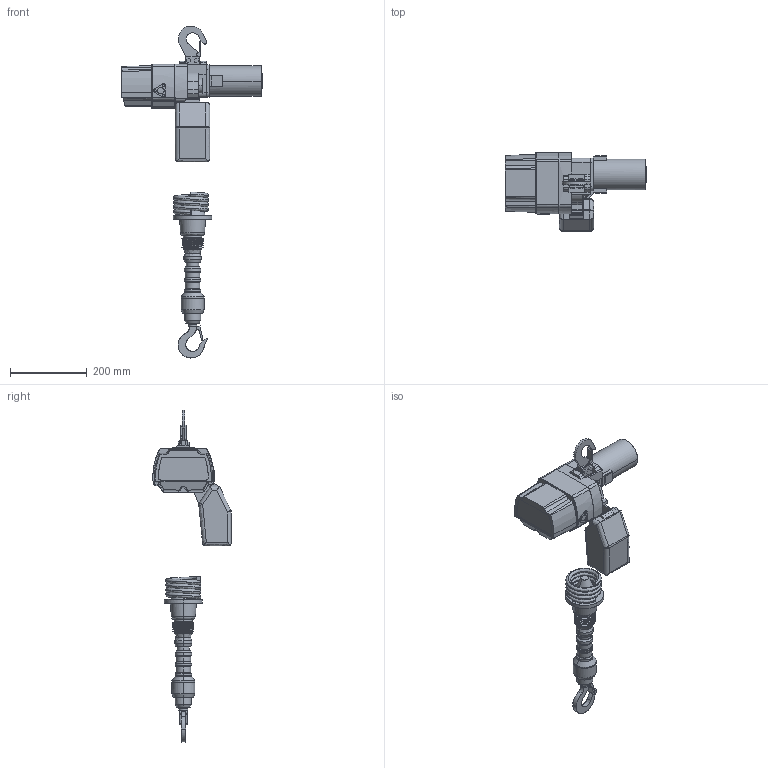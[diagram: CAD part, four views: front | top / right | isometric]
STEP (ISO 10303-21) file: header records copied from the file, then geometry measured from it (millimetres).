
FILE_DESCRIPTION(('STEP AP214'),'1');
FILE_NAME('KITO Delta Kättingtelfer 60-180 EDC.stp','2013-10-09T15:23:10',(' '),(' '),'Spatial InterOp 3D',' ',' ');
FILE_SCHEMA(('automotive_design'));
Length unit declared in the file: millimetre
Products named in the file (509): KITO Delta Kattingtelfer 60-180 EDC; Part508; Part507; Part506; Part505; Part504; Part503; Part502; Part501; Part500; Part499; Part498; Part497; Part496; Part495; Part494; Part493; Part492; Part491; Part490; Part489; Part488; Part487; Part486; Part485; Part484; Part483; Part482; Part481; Part480; Part479; Part478; Part477; Part476; Part475; Part474; Part473; Part472; Part471; Part470 ...
Assembly tree (508 placements, depth 2):
  KITO Delta Kattingtelfer 60-180 EDC
    Part508
    Part507
    Part506
    Part505
    Part504
    Part503
    Part502
    Part501
    Part500
    Part499
    Part498
    Part497
    Part496
    Part495
    Part494
    Part493
    Part492
    Part491
    Part490
    Part489
    Part488
    Part487
    Part486
    Part485
    Part484
    Part483
    Part482
    Part481
    Part480
    Part479
    Part478
    Part477
    Part476
    Part475
    Part474
    Part473
    Part472
    Part471
    Part470
    Part469
    Part468
    Part467
    Part466
    Part465
    Part464
    Part463
    Part462
    Part461
    Part460
    Part459
    Part458
    Part457
    Part456
    Part455
    Part454
    Part453
    Part452
    Part451
    Part450
Bounding box: 371 x 204.84 x 867.73 mm (x, y, z)
Volume: 29709.7 mm3; surface area: 514550.1 mm2
Topology: 1 solids, 508 shells, 532 faces, 5075 edges, 5048 vertices
Faces by surface type: revolution 283, plane 197, bspline 48, torus 4
Entity records: 70183 total; most frequent: CARTESIAN_POINT 29077, ORIENTED_EDGE 5140, EDGE_CURVE 5071, VERTEX_POINT 5048, B_SPLINE_CURVE_WITH_KNOTS 3968, DIRECTION 2428, PRODUCT_DEFINITION_SHAPE 1017, AXIS2_PLACEMENT_3D 744
